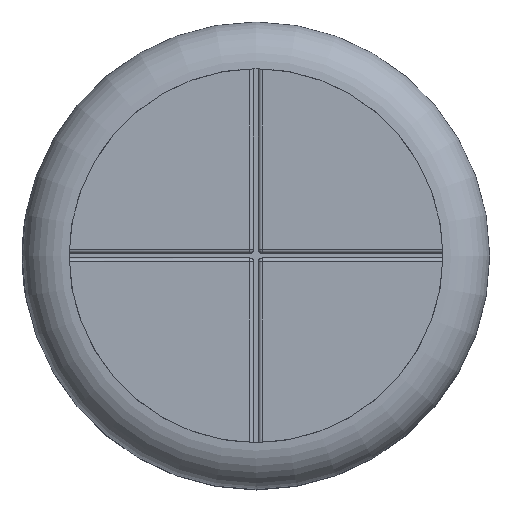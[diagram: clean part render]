
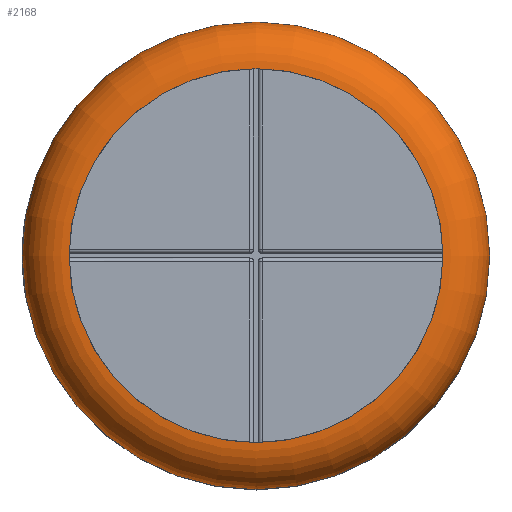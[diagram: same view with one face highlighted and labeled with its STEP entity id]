
A CAD part, top view. The second image highlights one B-rep face of the part: STEP entity #2168.
In plain terms, the highlighted toroidal (fillet/blend) face has major radius 12 mm and minor radius 3 mm.
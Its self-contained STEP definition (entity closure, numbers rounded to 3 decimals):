
#21=TOROIDAL_SURFACE('',#2374,12.,3.);
#143=CIRCLE('',#2304,12.);
#174=CIRCLE('',#2370,15.);
#176=CIRCLE('',#2375,3.);
#344=FACE_OUTER_BOUND('',#466,.T.);
#466=EDGE_LOOP('',(#1979,#1980,#1981,#1982));
#980=VERTEX_POINT('',#3441);
#1049=VERTEX_POINT('',#3995);
#1253=EDGE_CURVE('',#980,#980,#143,.T.);
#1355=EDGE_CURVE('',#1049,#1049,#174,.T.);
#1360=EDGE_CURVE('',#980,#1049,#176,.T.);
#1979=ORIENTED_EDGE('',*,*,#1253,.T.);
#1980=ORIENTED_EDGE('',*,*,#1360,.T.);
#1981=ORIENTED_EDGE('',*,*,#1355,.T.);
#1982=ORIENTED_EDGE('',*,*,#1360,.F.);
#2168=ADVANCED_FACE('',(#344),#21,.T.);
#2304=AXIS2_PLACEMENT_3D('',#3442,#2774,#2775);
#2370=AXIS2_PLACEMENT_3D('',#3996,#2941,#2942);
#2374=AXIS2_PLACEMENT_3D('',#4003,#2952,#2953);
#2375=AXIS2_PLACEMENT_3D('',#4004,#2954,#2955);
#2774=DIRECTION('center_axis',(0.,0.,-1.));
#2775=DIRECTION('ref_axis',(1.,0.,0.));
#2941=DIRECTION('center_axis',(0.,0.,1.));
#2942=DIRECTION('ref_axis',(1.,0.,0.));
#2952=DIRECTION('center_axis',(0.,0.,1.));
#2953=DIRECTION('ref_axis',(1.,0.,0.));
#2954=DIRECTION('center_axis',(0.,-1.,0.));
#2955=DIRECTION('ref_axis',(-1.,0.,0.));
#3441=CARTESIAN_POINT('',(-12.,0.,27.));
#3442=CARTESIAN_POINT('Origin',(0.,0.,27.));
#3995=CARTESIAN_POINT('',(-15.,0.,24.));
#3996=CARTESIAN_POINT('Origin',(0.,0.,24.));
#4003=CARTESIAN_POINT('Origin',(0.,0.,24.));
#4004=CARTESIAN_POINT('Origin',(-12.,0.,24.));
